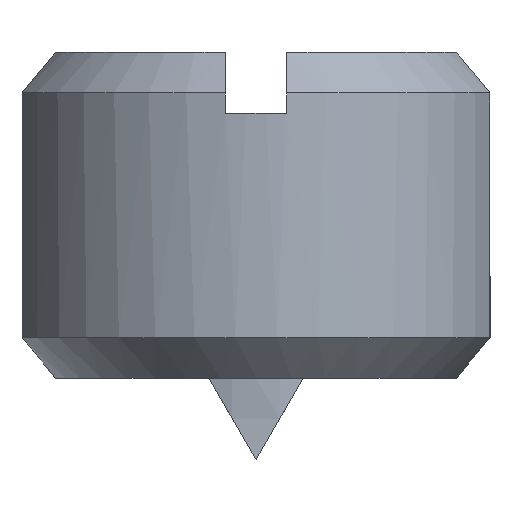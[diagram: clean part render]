
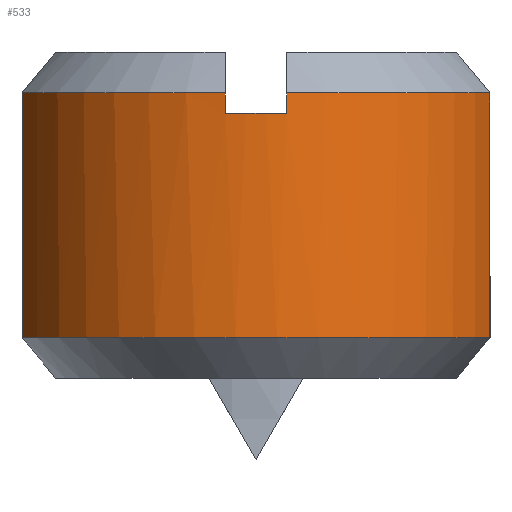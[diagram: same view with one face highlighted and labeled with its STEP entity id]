
A CAD part, front view. The second image highlights one B-rep face of the part: STEP entity #533.
In plain terms, the highlighted cylindrical face has radius 6 mm (diameter 12 mm), a partial arc.
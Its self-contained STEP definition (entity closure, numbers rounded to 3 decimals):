
#29 = ORIENTED_EDGE ( 'NONE', *, *, #343, .T. ) ;
#30 = EDGE_CURVE ( 'NONE', #493, #799, #549, .T. ) ;
#46 = DIRECTION ( 'NONE',  ( 0., 0., 1. ) ) ;
#59 = EDGE_CURVE ( 'NONE', #222, #722, #762, .T. ) ;
#76 = DIRECTION ( 'NONE',  ( -1., 0., 0. ) ) ;
#89 = DIRECTION ( 'NONE',  ( 0., 0., 1. ) ) ;
#97 = CARTESIAN_POINT ( 'NONE',  ( -0.75, -5.953, -1.5 ) ) ;
#147 = LINE ( 'NONE', #626, #255 ) ;
#164 = EDGE_CURVE ( 'NONE', #275, #765, #192, .T. ) ;
#165 = LINE ( 'NONE', #221, #541 ) ;
#171 = DIRECTION ( 'NONE',  ( 1., 0., 0. ) ) ;
#175 = DIRECTION ( 'NONE',  ( 0., 0., 1. ) ) ;
#177 = FACE_OUTER_BOUND ( 'NONE', #832, .T. ) ;
#187 = ORIENTED_EDGE ( 'NONE', *, *, #30, .T. ) ;
#188 = CARTESIAN_POINT ( 'NONE',  ( 0.75, -5.953, 0. ) ) ;
#192 = LINE ( 'NONE', #188, #636 ) ;
#195 = CARTESIAN_POINT ( 'NONE',  ( 0., 0., 0. ) ) ;
#197 = DIRECTION ( 'NONE',  ( 0., 0., -1. ) ) ;
#221 = CARTESIAN_POINT ( 'NONE',  ( -0.75, -5.953, 0. ) ) ;
#222 = VERTEX_POINT ( 'NONE', #748 ) ;
#236 = CARTESIAN_POINT ( 'NONE',  ( 0., 0., -7. ) ) ;
#255 = VECTOR ( 'NONE', #294, 1000. ) ;
#256 = DIRECTION ( 'NONE',  ( 0., 0., 1. ) ) ;
#263 = CARTESIAN_POINT ( 'NONE',  ( 0., 0., -1.5 ) ) ;
#275 = VERTEX_POINT ( 'NONE', #826 ) ;
#283 = EDGE_CURVE ( 'NONE', #799, #302, #379, .T. ) ;
#294 = DIRECTION ( 'NONE',  ( 0., 0., -1. ) ) ;
#302 = VERTEX_POINT ( 'NONE', #684 ) ;
#308 = DIRECTION ( 'NONE',  ( 1., 0., 0. ) ) ;
#343 = EDGE_CURVE ( 'NONE', #868, #722, #165, .T. ) ;
#375 = CARTESIAN_POINT ( 'NONE',  ( 0., 0., -1. ) ) ;
#379 = LINE ( 'NONE', #416, #507 ) ;
#414 = ORIENTED_EDGE ( 'NONE', *, *, #164, .T. ) ;
#416 = CARTESIAN_POINT ( 'NONE',  ( 5.742, -1.742, 0. ) ) ;
#420 = CARTESIAN_POINT ( 'NONE',  ( 5.742, -1.742, -7. ) ) ;
#426 = EDGE_CURVE ( 'NONE', #275, #302, #488, .T. ) ;
#438 = DIRECTION ( 'NONE',  ( 1., 0., 0. ) ) ;
#448 = AXIS2_PLACEMENT_3D ( 'NONE', #236, #175, #171 ) ;
#451 = ORIENTED_EDGE ( 'NONE', *, *, #768, .T. ) ;
#479 = ORIENTED_EDGE ( 'NONE', *, *, #59, .F. ) ;
#488 = CIRCLE ( 'NONE', #658, 6. ) ;
#493 = VERTEX_POINT ( 'NONE', #858 ) ;
#499 = CARTESIAN_POINT ( 'NONE',  ( 0., 0., -1. ) ) ;
#507 = VECTOR ( 'NONE', #89, 1000. ) ;
#508 = AXIS2_PLACEMENT_3D ( 'NONE', #499, #46, #308 ) ;
#518 = ORIENTED_EDGE ( 'NONE', *, *, #581, .T. ) ;
#528 = DIRECTION ( 'NONE',  ( 0., 0., 1. ) ) ;
#533 = ADVANCED_FACE ( 'NONE', ( #177 ), #643, .T. ) ;
#541 = VECTOR ( 'NONE', #676, 1000. ) ;
#549 = CIRCLE ( 'NONE', #448, 6. ) ;
#555 = CARTESIAN_POINT ( 'NONE',  ( 0.75, -5.953, -1.5 ) ) ;
#561 = CIRCLE ( 'NONE', #716, 6. ) ;
#573 = ORIENTED_EDGE ( 'NONE', *, *, #426, .F. ) ;
#581 = EDGE_CURVE ( 'NONE', #765, #868, #561, .T. ) ;
#600 = DIRECTION ( 'NONE',  ( 1., 0., 0. ) ) ;
#626 = CARTESIAN_POINT ( 'NONE',  ( -5.742, -1.742, 0. ) ) ;
#636 = VECTOR ( 'NONE', #654, 1000. ) ;
#640 = AXIS2_PLACEMENT_3D ( 'NONE', #195, #528, #600 ) ;
#643 = CYLINDRICAL_SURFACE ( 'NONE', #640, 6. ) ;
#654 = DIRECTION ( 'NONE',  ( 0., 0., -1. ) ) ;
#658 = AXIS2_PLACEMENT_3D ( 'NONE', #375, #256, #438 ) ;
#676 = DIRECTION ( 'NONE',  ( 0., 0., 1. ) ) ;
#684 = CARTESIAN_POINT ( 'NONE',  ( 5.742, -1.742, -1. ) ) ;
#716 = AXIS2_PLACEMENT_3D ( 'NONE', #263, #197, #76 ) ;
#722 = VERTEX_POINT ( 'NONE', #824 ) ;
#748 = CARTESIAN_POINT ( 'NONE',  ( -5.742, -1.742, -1. ) ) ;
#762 = CIRCLE ( 'NONE', #508, 6. ) ;
#765 = VERTEX_POINT ( 'NONE', #555 ) ;
#768 = EDGE_CURVE ( 'NONE', #222, #493, #147, .T. ) ;
#770 = ORIENTED_EDGE ( 'NONE', *, *, #283, .T. ) ;
#799 = VERTEX_POINT ( 'NONE', #420 ) ;
#824 = CARTESIAN_POINT ( 'NONE',  ( -0.75, -5.953, -1. ) ) ;
#826 = CARTESIAN_POINT ( 'NONE',  ( 0.75, -5.953, -1. ) ) ;
#832 = EDGE_LOOP ( 'NONE', ( #479, #451, #187, #770, #573, #414, #518, #29 ) ) ;
#858 = CARTESIAN_POINT ( 'NONE',  ( -5.742, -1.742, -7. ) ) ;
#868 = VERTEX_POINT ( 'NONE', #97 ) ;
